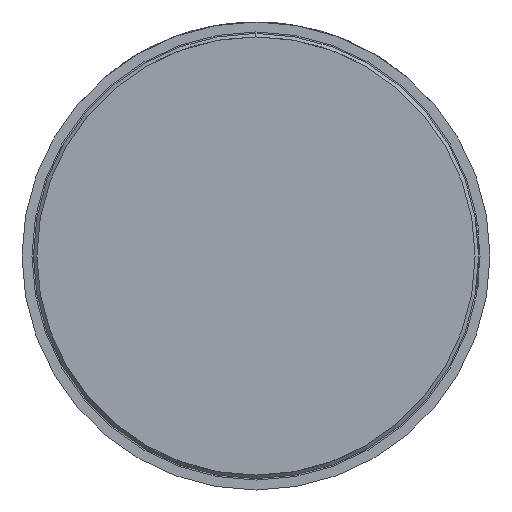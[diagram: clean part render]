
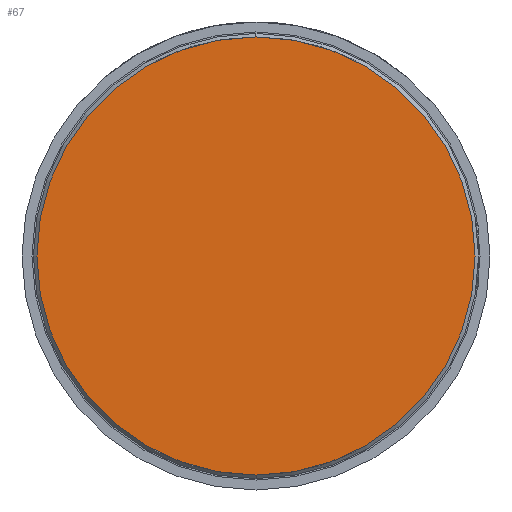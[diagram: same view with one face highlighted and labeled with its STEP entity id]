
A CAD part, front view. The second image highlights one B-rep face of the part: STEP entity #67.
In plain terms, the highlighted planar face has unit normal (0, -1, 0).
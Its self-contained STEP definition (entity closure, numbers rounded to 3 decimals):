
#21 = FACE_OUTER_BOUND ( 'NONE', #680, .T. ) ;
#67 = ADVANCED_FACE ( 'Defeature ausgef�hrt1_8', ( #21 ), #4763, .F. ) ;
#320 = AXIS2_PLACEMENT_3D ( 'NONE', #3214, #1274, #1346 ) ;
#680 = EDGE_LOOP ( 'NONE', ( #3119, #4155 ) ) ;
#690 = AXIS2_PLACEMENT_3D ( 'NONE', #3306, #2206, #1020 ) ;
#886 = CARTESIAN_POINT ( 'NONE',  ( 0., 0., -1.9 ) ) ;
#1020 = DIRECTION ( 'NONE',  ( -1., 0., 0. ) ) ;
#1271 = DIRECTION ( 'NONE',  ( 1., 0., 0. ) ) ;
#1274 = DIRECTION ( 'NONE',  ( 0., -1., 0. ) ) ;
#1293 = AXIS2_PLACEMENT_3D ( 'NONE', #886, #1677, #1271 ) ;
#1346 = DIRECTION ( 'NONE',  ( -1., 0., 0. ) ) ;
#1362 = CIRCLE ( 'NONE', #690, 2.2 ) ;
#1487 = CIRCLE ( 'NONE', #320, 2.2 ) ;
#1677 = DIRECTION ( 'NONE',  ( 0., 1., 0. ) ) ;
#2206 = DIRECTION ( 'NONE',  ( 0., -1., 0. ) ) ;
#2452 = EDGE_CURVE ( 'Defeature ausgef�hrt1_8+Defeature ausgef�hrt1_15+Defeature ausgef�hrt1_15+Defeature ausgef�hrt1_15', #4493, #2829, #1487, .T. ) ;
#2545 = EDGE_CURVE ( 'Defeature ausgef�hrt1_8+Defeature ausgef�hrt1_15+Defeature ausgef�hrt1_15+Defeature ausgef�hrt1_15', #2829, #4493, #1362, .T. ) ;
#2829 = VERTEX_POINT ( 'NONE', #3332 ) ;
#2869 = CARTESIAN_POINT ( 'NONE',  ( -2.2, 0., 0. ) ) ;
#3119 = ORIENTED_EDGE ( 'NONE', *, *, #2452, .T. ) ;
#3214 = CARTESIAN_POINT ( 'NONE',  ( 0., 0., 0. ) ) ;
#3306 = CARTESIAN_POINT ( 'NONE',  ( 0., 0., 0. ) ) ;
#3332 = CARTESIAN_POINT ( 'NONE',  ( 2.2, 0., 0. ) ) ;
#4155 = ORIENTED_EDGE ( 'NONE', *, *, #2545, .T. ) ;
#4493 = VERTEX_POINT ( 'NONE', #2869 ) ;
#4763 = PLANE ( 'NONE',  #1293 ) ;
